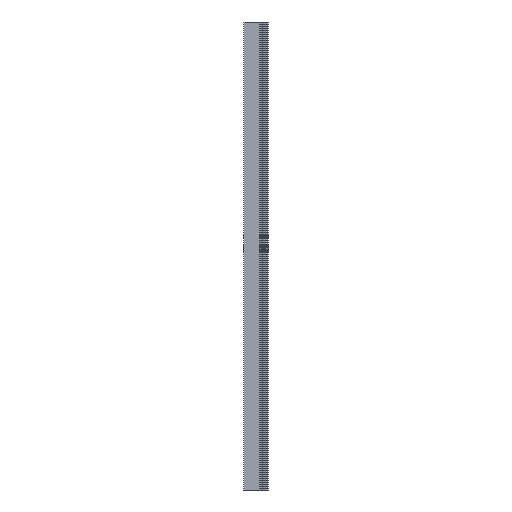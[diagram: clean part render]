
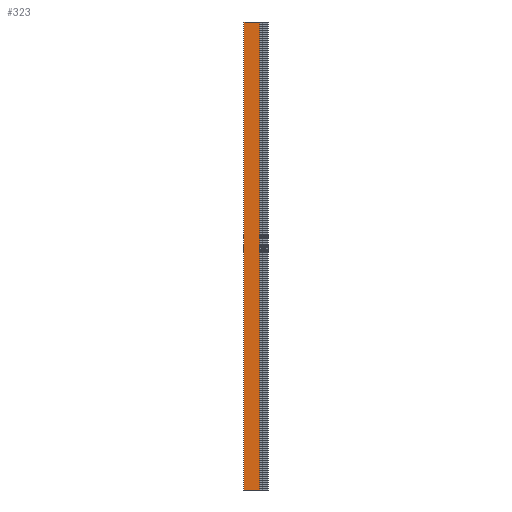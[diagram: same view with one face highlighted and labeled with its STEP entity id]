
A CAD part, front view. The second image highlights one B-rep face of the part: STEP entity #323.
In plain terms, the highlighted planar face has unit normal (0, -1, 0).
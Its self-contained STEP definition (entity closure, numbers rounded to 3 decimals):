
#323 = ADVANCED_FACE ( 'NONE', ( #3984 ), #5491, .F. ) ;
#461 = CARTESIAN_POINT ( 'NONE',  ( -53., 3.06, 1219.2 ) ) ;
#464 = VECTOR ( 'NONE', #5385, 1000. ) ;
#514 = VERTEX_POINT ( 'NONE', #1978 ) ;
#695 = LINE ( 'NONE', #3613, #3884 ) ;
#1057 = ORIENTED_EDGE ( 'NONE', *, *, #4882, .F. ) ;
#1303 = EDGE_LOOP ( 'NONE', ( #1057, #5671, #2623, #3090 ) ) ;
#1695 = DIRECTION ( 'NONE',  ( 1., 0., 0. ) ) ;
#1978 = CARTESIAN_POINT ( 'NONE',  ( -52.492, 3.06, -1219.2 ) ) ;
#2069 = EDGE_CURVE ( 'NONE', #3157, #5167, #2635, .T. ) ;
#2101 = CARTESIAN_POINT ( 'NONE',  ( 30.723, 3.06, 1219.2 ) ) ;
#2417 = AXIS2_PLACEMENT_3D ( 'NONE', #4064, #5959, #2752 ) ;
#2618 = LINE ( 'NONE', #4006, #3168 ) ;
#2623 = ORIENTED_EDGE ( 'NONE', *, *, #2862, .T. ) ;
#2635 = LINE ( 'NONE', #4974, #464 ) ;
#2752 = DIRECTION ( 'NONE',  ( -1., 0., 0. ) ) ;
#2862 = EDGE_CURVE ( 'NONE', #514, #3157, #2618, .T. ) ;
#3090 = ORIENTED_EDGE ( 'NONE', *, *, #2069, .T. ) ;
#3157 = VERTEX_POINT ( 'NONE', #4744 ) ;
#3168 = VECTOR ( 'NONE', #1695, 1000. ) ;
#3566 = VERTEX_POINT ( 'NONE', #5690 ) ;
#3613 = CARTESIAN_POINT ( 'NONE',  ( -52.492, 3.06, 1219.2 ) ) ;
#3785 = LINE ( 'NONE', #461, #5105 ) ;
#3796 = EDGE_CURVE ( 'NONE', #3566, #514, #695, .T. ) ;
#3884 = VECTOR ( 'NONE', #5965, 1000. ) ;
#3984 = FACE_OUTER_BOUND ( 'NONE', #1303, .T. ) ;
#4006 = CARTESIAN_POINT ( 'NONE',  ( -53., 3.06, -1219.2 ) ) ;
#4064 = CARTESIAN_POINT ( 'NONE',  ( -53., 3.06, 1219.2 ) ) ;
#4744 = CARTESIAN_POINT ( 'NONE',  ( 30.723, 3.06, -1219.2 ) ) ;
#4882 = EDGE_CURVE ( 'NONE', #3566, #5167, #3785, .T. ) ;
#4974 = CARTESIAN_POINT ( 'NONE',  ( 30.723, 3.06, 1219.2 ) ) ;
#5105 = VECTOR ( 'NONE', #5669, 1000. ) ;
#5167 = VERTEX_POINT ( 'NONE', #2101 ) ;
#5385 = DIRECTION ( 'NONE',  ( 0., 0., 1. ) ) ;
#5491 = PLANE ( 'NONE',  #2417 ) ;
#5669 = DIRECTION ( 'NONE',  ( 1., 0., 0. ) ) ;
#5671 = ORIENTED_EDGE ( 'NONE', *, *, #3796, .T. ) ;
#5690 = CARTESIAN_POINT ( 'NONE',  ( -52.492, 3.06, 1219.2 ) ) ;
#5959 = DIRECTION ( 'NONE',  ( 0., 1., 0. ) ) ;
#5965 = DIRECTION ( 'NONE',  ( 0., 0., -1. ) ) ;
